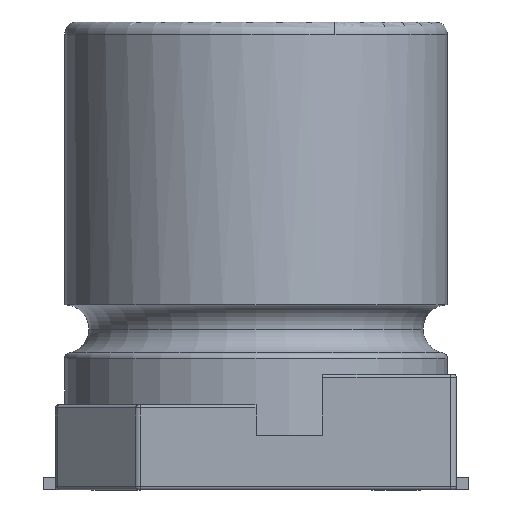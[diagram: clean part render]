
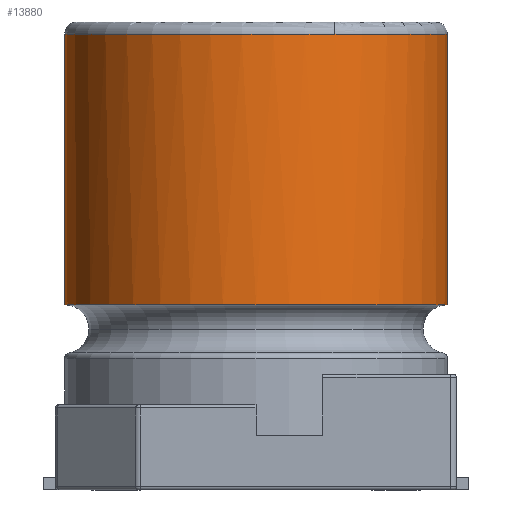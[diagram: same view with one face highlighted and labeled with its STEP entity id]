
A CAD part, front view. The second image highlights one B-rep face of the part: STEP entity #13880.
In plain terms, the highlighted cylindrical face has radius 3.15 mm (diameter 6.3 mm), a partial arc.
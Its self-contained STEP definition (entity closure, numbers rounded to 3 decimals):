
#52 = CARTESIAN_POINT ( 'NONE',  ( 0., 0., 3.048 ) ) ;
#163 = DIRECTION ( 'NONE',  ( 0., 0., -1. ) ) ;
#729 = CIRCLE ( 'NONE', #9167, 3.15 ) ;
#1059 = CARTESIAN_POINT ( 'NONE',  ( 1.297, -2.871, 7.5 ) ) ;
#1108 = VERTEX_POINT ( 'NONE', #1059 ) ;
#1355 = DIRECTION ( 'NONE',  ( -1., 0., 0. ) ) ;
#1498 = CARTESIAN_POINT ( 'NONE',  ( 3.15, 0., 7.5 ) ) ;
#1513 = EDGE_CURVE ( 'NONE', #7418, #9571, #11265, .T. ) ;
#1576 = CARTESIAN_POINT ( 'NONE',  ( 0., 0., 1.9 ) ) ;
#1818 = DIRECTION ( 'NONE',  ( 1., 0., 0. ) ) ;
#2081 = DIRECTION ( 'NONE',  ( 0., 0., 1. ) ) ;
#2098 = EDGE_CURVE ( 'NONE', #4674, #11369, #12988, .T. ) ;
#2378 = ORIENTED_EDGE ( 'NONE', *, *, #13205, .T. ) ;
#2596 = EDGE_CURVE ( 'NONE', #4674, #6485, #5209, .T. ) ;
#2857 = CARTESIAN_POINT ( 'NONE',  ( 3.15, 0., 3.048 ) ) ;
#3662 = AXIS2_PLACEMENT_3D ( 'NONE', #1576, #8457, #1818 ) ;
#4674 = VERTEX_POINT ( 'NONE', #8198 ) ;
#5209 = LINE ( 'NONE', #13344, #10337 ) ;
#5403 = CARTESIAN_POINT ( 'NONE',  ( 0., 0., 7.5 ) ) ;
#5959 = DIRECTION ( 'NONE',  ( 0., 0., -1. ) ) ;
#6037 = AXIS2_PLACEMENT_3D ( 'NONE', #11773, #163, #9393 ) ;
#6160 = CARTESIAN_POINT ( 'NONE',  ( 1.3, -2.869, 7.5 ) ) ;
#6338 = FACE_OUTER_BOUND ( 'NONE', #11446, .T. ) ;
#6485 = VERTEX_POINT ( 'NONE', #11277 ) ;
#6595 = DIRECTION ( 'NONE',  ( 1., 0., 0. ) ) ;
#6887 = EDGE_CURVE ( 'NONE', #9571, #1108, #11877, .T. ) ;
#7379 = AXIS2_PLACEMENT_3D ( 'NONE', #8732, #5959, #14256 ) ;
#7418 = VERTEX_POINT ( 'NONE', #1498 ) ;
#7460 = LINE ( 'NONE', #12111, #7756 ) ;
#7743 = ORIENTED_EDGE ( 'NONE', *, *, #14685, .T. ) ;
#7756 = VECTOR ( 'NONE', #2081, 1000. ) ;
#8198 = CARTESIAN_POINT ( 'NONE',  ( -3.15, 0., 3.048 ) ) ;
#8457 = DIRECTION ( 'NONE',  ( 0., 0., 1. ) ) ;
#8732 = CARTESIAN_POINT ( 'NONE',  ( 0., 0., 7.5 ) ) ;
#8747 = ORIENTED_EDGE ( 'NONE', *, *, #2596, .F. ) ;
#8871 = DIRECTION ( 'NONE',  ( 0., 0., -1. ) ) ;
#9167 = AXIS2_PLACEMENT_3D ( 'NONE', #5403, #8871, #6595 ) ;
#9393 = DIRECTION ( 'NONE',  ( 1., 0., 0. ) ) ;
#9571 = VERTEX_POINT ( 'NONE', #6160 ) ;
#10034 = ORIENTED_EDGE ( 'NONE', *, *, #2098, .T. ) ;
#10337 = VECTOR ( 'NONE', #11960, 1000. ) ;
#11265 = CIRCLE ( 'NONE', #7379, 3.15 ) ;
#11277 = CARTESIAN_POINT ( 'NONE',  ( -3.15, 0., 7.5 ) ) ;
#11369 = VERTEX_POINT ( 'NONE', #2857 ) ;
#11446 = EDGE_LOOP ( 'NONE', ( #8747, #10034, #2378, #13083, #12525, #7743 ) ) ;
#11756 = DIRECTION ( 'NONE',  ( 0., 0., 1. ) ) ;
#11773 = CARTESIAN_POINT ( 'NONE',  ( 0., 0., 7.5 ) ) ;
#11877 = CIRCLE ( 'NONE', #6037, 3.15 ) ;
#11960 = DIRECTION ( 'NONE',  ( 0., 0., 1. ) ) ;
#12111 = CARTESIAN_POINT ( 'NONE',  ( 3.15, 0., 1.9 ) ) ;
#12525 = ORIENTED_EDGE ( 'NONE', *, *, #6887, .T. ) ;
#12988 = CIRCLE ( 'NONE', #14197, 3.15 ) ;
#13083 = ORIENTED_EDGE ( 'NONE', *, *, #1513, .T. ) ;
#13205 = EDGE_CURVE ( 'NONE', #11369, #7418, #7460, .T. ) ;
#13344 = CARTESIAN_POINT ( 'NONE',  ( -3.15, 0., 1.9 ) ) ;
#13367 = CYLINDRICAL_SURFACE ( 'NONE', #3662, 3.15 ) ;
#13880 = ADVANCED_FACE ( 'NONE', ( #6338 ), #13367, .T. ) ;
#14197 = AXIS2_PLACEMENT_3D ( 'NONE', #52, #11756, #1355 ) ;
#14256 = DIRECTION ( 'NONE',  ( 1., 0., 0. ) ) ;
#14685 = EDGE_CURVE ( 'NONE', #1108, #6485, #729, .T. ) ;
